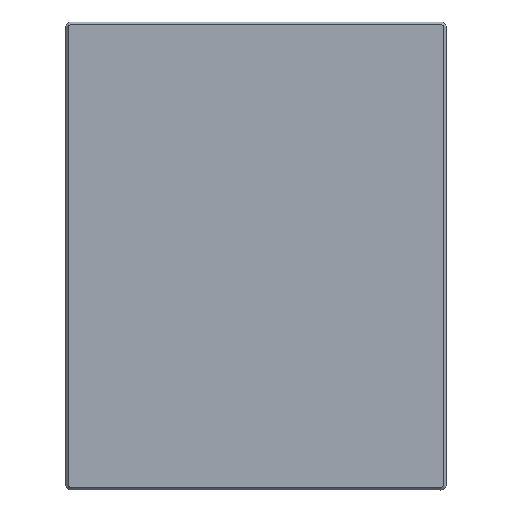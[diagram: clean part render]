
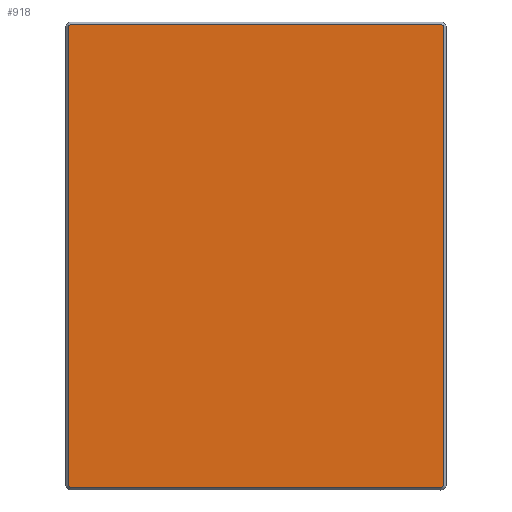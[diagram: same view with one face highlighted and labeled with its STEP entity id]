
A CAD part, top view. The second image highlights one B-rep face of the part: STEP entity #918.
In plain terms, the highlighted planar face has unit normal (0, 0, 1).
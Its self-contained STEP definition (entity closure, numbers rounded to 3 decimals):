
#12 = VECTOR ( 'NONE', #438, 1000. ) ;
#14 = ORIENTED_EDGE ( 'NONE', *, *, #157, .T. ) ;
#97 = CARTESIAN_POINT ( 'NONE',  ( -69.702, 86.227, 207.908 ) ) ;
#102 = EDGE_CURVE ( 'NONE', #476, #545, #481, .T. ) ;
#118 = DIRECTION ( 'NONE',  ( 0., 0., -1. ) ) ;
#121 = CARTESIAN_POINT ( 'NONE',  ( -69.702, -87.227, 207.908 ) ) ;
#134 = LINE ( 'NONE', #977, #12 ) ;
#157 = EDGE_CURVE ( 'NONE', #261, #552, #1339, .T. ) ;
#163 = DIRECTION ( 'NONE',  ( 0., 0., -1. ) ) ;
#181 = EDGE_CURVE ( 'NONE', #565, #1357, #722, .T. ) ;
#195 = ORIENTED_EDGE ( 'NONE', *, *, #1197, .F. ) ;
#222 = AXIS2_PLACEMENT_3D ( 'NONE', #1102, #579, #1214 ) ;
#234 = VERTEX_POINT ( 'NONE', #1364 ) ;
#237 = DIRECTION ( 'NONE',  ( 0., 0., -1. ) ) ;
#254 = CARTESIAN_POINT ( 'NONE',  ( 70.702, 86.227, 207.908 ) ) ;
#261 = VERTEX_POINT ( 'NONE', #121 ) ;
#267 = CIRCLE ( 'NONE', #602, 1. ) ;
#278 = DIRECTION ( 'NONE',  ( -1., 0., 0. ) ) ;
#303 = EDGE_CURVE ( 'NONE', #872, #234, #134, .T. ) ;
#314 = AXIS2_PLACEMENT_3D ( 'NONE', #1318, #237, #979 ) ;
#388 = CARTESIAN_POINT ( 'NONE',  ( -1.1, 87.227, 207.908 ) ) ;
#405 = CARTESIAN_POINT ( 'NONE',  ( -69.702, 87.227, 207.908 ) ) ;
#424 = DIRECTION ( 'NONE',  ( 0., 1., 0. ) ) ;
#438 = DIRECTION ( 'NONE',  ( 0., -1., 0. ) ) ;
#451 = EDGE_CURVE ( 'NONE', #261, #234, #498, .T. ) ;
#458 = PLANE ( 'NONE',  #1240 ) ;
#476 = VERTEX_POINT ( 'NONE', #1350 ) ;
#481 = LINE ( 'NONE', #388, #1325 ) ;
#483 = VECTOR ( 'NONE', #630, 1000. ) ;
#498 = CIRCLE ( 'NONE', #314, 1. ) ;
#504 = CIRCLE ( 'NONE', #966, 1. ) ;
#545 = VERTEX_POINT ( 'NONE', #405 ) ;
#552 = VERTEX_POINT ( 'NONE', #706 ) ;
#565 = VERTEX_POINT ( 'NONE', #924 ) ;
#571 = ORIENTED_EDGE ( 'NONE', *, *, #102, .T. ) ;
#579 = DIRECTION ( 'NONE',  ( 0., 0., -1. ) ) ;
#602 = AXIS2_PLACEMENT_3D ( 'NONE', #896, #163, #1330 ) ;
#628 = DIRECTION ( 'NONE',  ( 0., 1., 0. ) ) ;
#630 = DIRECTION ( 'NONE',  ( 1., 0., 0. ) ) ;
#675 = CARTESIAN_POINT ( 'NONE',  ( -1.1, -0.629, 207.908 ) ) ;
#706 = CARTESIAN_POINT ( 'NONE',  ( 69.702, -87.227, 207.908 ) ) ;
#709 = EDGE_LOOP ( 'NONE', ( #1075, #571, #195, #994, #1242, #14, #1237, #1314 ) ) ;
#722 = LINE ( 'NONE', #953, #974 ) ;
#738 = CARTESIAN_POINT ( 'NONE',  ( -1.1, -87.227, 207.908 ) ) ;
#807 = FACE_OUTER_BOUND ( 'NONE', #709, .T. ) ;
#872 = VERTEX_POINT ( 'NONE', #1001 ) ;
#896 = CARTESIAN_POINT ( 'NONE',  ( 69.702, -86.227, 207.908 ) ) ;
#910 = DIRECTION ( 'NONE',  ( 0., 0., 1. ) ) ;
#918 = ADVANCED_FACE ( 'NONE', ( #807 ), #458, .T. ) ;
#924 = CARTESIAN_POINT ( 'NONE',  ( 70.702, -86.227, 207.908 ) ) ;
#953 = CARTESIAN_POINT ( 'NONE',  ( 70.702, -0.629, 207.908 ) ) ;
#961 = EDGE_CURVE ( 'NONE', #565, #552, #267, .T. ) ;
#962 = EDGE_CURVE ( 'NONE', #476, #1357, #980, .T. ) ;
#966 = AXIS2_PLACEMENT_3D ( 'NONE', #97, #118, #628 ) ;
#974 = VECTOR ( 'NONE', #424, 1000. ) ;
#977 = CARTESIAN_POINT ( 'NONE',  ( -70.702, -0.629, 207.908 ) ) ;
#979 = DIRECTION ( 'NONE',  ( 0., 1., 0. ) ) ;
#980 = CIRCLE ( 'NONE', #222, 1. ) ;
#994 = ORIENTED_EDGE ( 'NONE', *, *, #303, .T. ) ;
#1001 = CARTESIAN_POINT ( 'NONE',  ( -70.702, 86.227, 207.908 ) ) ;
#1075 = ORIENTED_EDGE ( 'NONE', *, *, #962, .F. ) ;
#1096 = DIRECTION ( 'NONE',  ( 0., -1., 0. ) ) ;
#1102 = CARTESIAN_POINT ( 'NONE',  ( 69.702, 86.227, 207.908 ) ) ;
#1197 = EDGE_CURVE ( 'NONE', #872, #545, #504, .T. ) ;
#1214 = DIRECTION ( 'NONE',  ( -1., 0., 0. ) ) ;
#1237 = ORIENTED_EDGE ( 'NONE', *, *, #961, .F. ) ;
#1240 = AXIS2_PLACEMENT_3D ( 'NONE', #675, #910, #1096 ) ;
#1242 = ORIENTED_EDGE ( 'NONE', *, *, #451, .F. ) ;
#1314 = ORIENTED_EDGE ( 'NONE', *, *, #181, .T. ) ;
#1318 = CARTESIAN_POINT ( 'NONE',  ( -69.702, -86.227, 207.908 ) ) ;
#1325 = VECTOR ( 'NONE', #278, 1000. ) ;
#1330 = DIRECTION ( 'NONE',  ( -1., 0., 0. ) ) ;
#1339 = LINE ( 'NONE', #738, #483 ) ;
#1350 = CARTESIAN_POINT ( 'NONE',  ( 69.702, 87.227, 207.908 ) ) ;
#1357 = VERTEX_POINT ( 'NONE', #254 ) ;
#1364 = CARTESIAN_POINT ( 'NONE',  ( -70.702, -86.227, 207.908 ) ) ;
